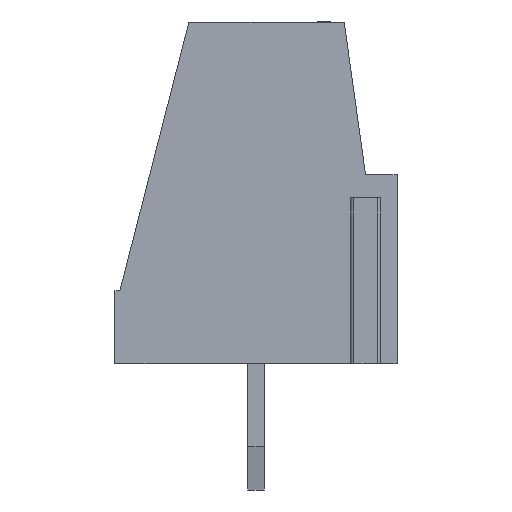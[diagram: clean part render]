
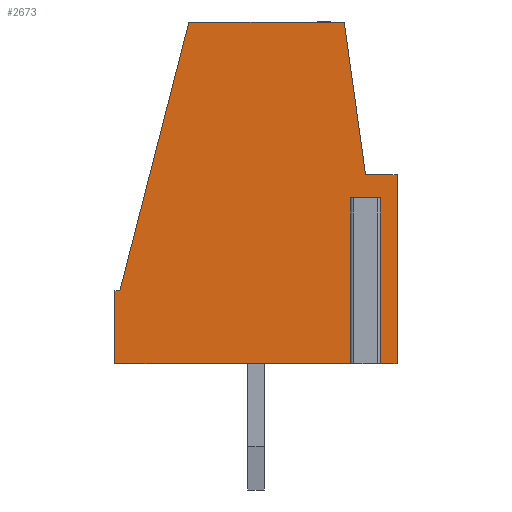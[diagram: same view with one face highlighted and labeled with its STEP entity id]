
A CAD part, left-side view. The second image highlights one B-rep face of the part: STEP entity #2673.
In plain terms, the highlighted planar face has unit normal (-1, 0, 0).
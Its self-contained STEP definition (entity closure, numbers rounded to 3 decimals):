
#158=FACE_OUTER_BOUND('',#307,.T.);
#307=EDGE_LOOP('',(#1970,#1971,#1972,#1973,#1974,#1975,#1976,#1977,#1978,
#1979,#1980,#1981,#1982,#1983));
#445=LINE('',#3775,#787);
#466=LINE('',#3811,#808);
#515=LINE('',#3914,#857);
#551=LINE('',#3992,#893);
#554=LINE('',#4000,#896);
#556=LINE('',#4005,#898);
#562=LINE('',#4024,#904);
#564=LINE('',#4027,#906);
#566=LINE('',#4030,#908);
#567=LINE('',#4034,#909);
#568=LINE('',#4036,#910);
#569=LINE('',#4037,#911);
#570=LINE('',#4038,#912);
#571=LINE('',#4039,#913);
#787=VECTOR('',#3033,10.);
#808=VECTOR('',#3056,2.2);
#857=VECTOR('',#3141,5.7);
#893=VECTOR('',#3205,0.85);
#896=VECTOR('',#3212,0.85);
#898=VECTOR('',#3218,0.375);
#904=VECTOR('',#3232,6.975);
#906=VECTOR('',#3236,5.);
#908=VECTOR('',#3240,5.);
#909=VECTOR('',#3243,4.342);
#910=VECTOR('',#3244,4.8);
#911=VECTOR('',#3245,8.052);
#912=VECTOR('',#3246,10.);
#913=VECTOR('',#3247,10.);
#1127=VERTEX_POINT('',#3769);
#1129=VERTEX_POINT('',#3773);
#1143=VERTEX_POINT('',#3809);
#1178=VERTEX_POINT('',#3911);
#1179=VERTEX_POINT('',#3913);
#1205=VERTEX_POINT('',#3988);
#1207=VERTEX_POINT('',#3991);
#1209=VERTEX_POINT('',#3996);
#1210=VERTEX_POINT('',#3998);
#1211=VERTEX_POINT('',#4004);
#1220=VERTEX_POINT('',#4022);
#1221=VERTEX_POINT('',#4032);
#1222=VERTEX_POINT('',#4033);
#1223=VERTEX_POINT('',#4035);
#1381=EDGE_CURVE('',#1127,#1129,#445,.T.);
#1402=EDGE_CURVE('',#1129,#1143,#466,.T.);
#1451=EDGE_CURVE('',#1178,#1179,#515,.T.);
#1492=EDGE_CURVE('',#1207,#1205,#551,.T.);
#1496=EDGE_CURVE('',#1209,#1210,#554,.T.);
#1498=EDGE_CURVE('',#1211,#1179,#556,.T.);
#1508=EDGE_CURVE('',#1143,#1220,#562,.T.);
#1510=EDGE_CURVE('',#1210,#1211,#564,.T.);
#1512=EDGE_CURVE('',#1220,#1207,#566,.T.);
#1513=EDGE_CURVE('',#1221,#1222,#567,.T.);
#1514=EDGE_CURVE('',#1222,#1223,#568,.T.);
#1515=EDGE_CURVE('',#1223,#1127,#569,.T.);
#1516=EDGE_CURVE('',#1209,#1205,#570,.T.);
#1517=EDGE_CURVE('',#1221,#1178,#571,.T.);
#1970=ORIENTED_EDGE('',*,*,#1513,.T.);
#1971=ORIENTED_EDGE('',*,*,#1514,.T.);
#1972=ORIENTED_EDGE('',*,*,#1515,.T.);
#1973=ORIENTED_EDGE('',*,*,#1381,.T.);
#1974=ORIENTED_EDGE('',*,*,#1402,.T.);
#1975=ORIENTED_EDGE('',*,*,#1508,.T.);
#1976=ORIENTED_EDGE('',*,*,#1512,.T.);
#1977=ORIENTED_EDGE('',*,*,#1492,.T.);
#1978=ORIENTED_EDGE('',*,*,#1516,.F.);
#1979=ORIENTED_EDGE('',*,*,#1496,.T.);
#1980=ORIENTED_EDGE('',*,*,#1510,.T.);
#1981=ORIENTED_EDGE('',*,*,#1498,.T.);
#1982=ORIENTED_EDGE('',*,*,#1451,.F.);
#1983=ORIENTED_EDGE('',*,*,#1517,.F.);
#2540=PLANE('',#2848);
#2673=ADVANCED_FACE('',(#158),#2540,.T.);
#2848=AXIS2_PLACEMENT_3D('',#4031,#3241,#3242);
#3033=DIRECTION('',(0.,0.,-1.));
#3056=DIRECTION('',(0.,-1.,0.));
#3141=DIRECTION('',(0.,-1.,0.));
#3205=DIRECTION('',(0.,0.,1.));
#3212=DIRECTION('',(0.,0.,1.));
#3218=DIRECTION('',(0.,0.,1.));
#3232=DIRECTION('',(0.,0.,1.));
#3236=DIRECTION('',(0.,-1.,0.));
#3240=DIRECTION('',(0.,1.,0.));
#3241=DIRECTION('center_axis',(-1.,0.,0.));
#3242=DIRECTION('ref_axis',(0.,0.,1.));
#3243=DIRECTION('',(0.,0.99,-0.138));
#3244=DIRECTION('',(0.,0.,-1.));
#3245=DIRECTION('',(0.,-0.969,-0.248));
#3246=DIRECTION('',(0.,0.,-1.));
#3247=DIRECTION('',(0.,0.,1.));
#3769=CARTESIAN_POINT('',(-7.745,-0.55,-8.2));
#3773=CARTESIAN_POINT('',(-7.745,-0.55,-8.35));
#3775=CARTESIAN_POINT('',(-7.745,-0.55,-8.2));
#3809=CARTESIAN_POINT('',(-7.745,-2.75,-8.35));
#3811=CARTESIAN_POINT('',(-7.745,-2.75,-8.35));
#3911=CARTESIAN_POINT('',(-7.745,2.95,0.15));
#3913=CARTESIAN_POINT('',(-7.745,-2.75,0.15));
#3914=CARTESIAN_POINT('',(-7.745,2.95,0.15));
#3988=CARTESIAN_POINT('',(-7.745,2.25,-1.128));
#3991=CARTESIAN_POINT('',(-7.745,2.25,-1.225));
#3992=CARTESIAN_POINT('',(-7.745,2.25,-1.225));
#3996=CARTESIAN_POINT('',(-7.745,2.25,-0.472));
#3998=CARTESIAN_POINT('',(-7.745,2.25,-0.375));
#4000=CARTESIAN_POINT('',(-7.745,2.25,-1.225));
#4004=CARTESIAN_POINT('',(-7.745,-2.75,-0.375));
#4005=CARTESIAN_POINT('',(-7.745,-2.75,0.));
#4022=CARTESIAN_POINT('',(-7.745,-2.75,-1.225));
#4024=CARTESIAN_POINT('',(-7.745,-2.75,-1.225));
#4027=CARTESIAN_POINT('',(-7.745,2.25,-0.375));
#4030=CARTESIAN_POINT('',(-7.745,2.25,-1.225));
#4031=CARTESIAN_POINT('Origin',(-7.745,0.,0.));
#4032=CARTESIAN_POINT('',(-7.745,2.95,-0.8));
#4033=CARTESIAN_POINT('',(-7.745,7.55,-1.442));
#4034=CARTESIAN_POINT('',(-7.745,7.25,-1.4));
#4035=CARTESIAN_POINT('',(-7.745,7.55,-6.123));
#4036=CARTESIAN_POINT('',(-7.745,7.55,-6.2));
#4037=CARTESIAN_POINT('',(-7.745,-0.55,-8.2));
#4038=CARTESIAN_POINT('',(-7.745,2.25,0.));
#4039=CARTESIAN_POINT('',(-7.745,2.95,0.));
